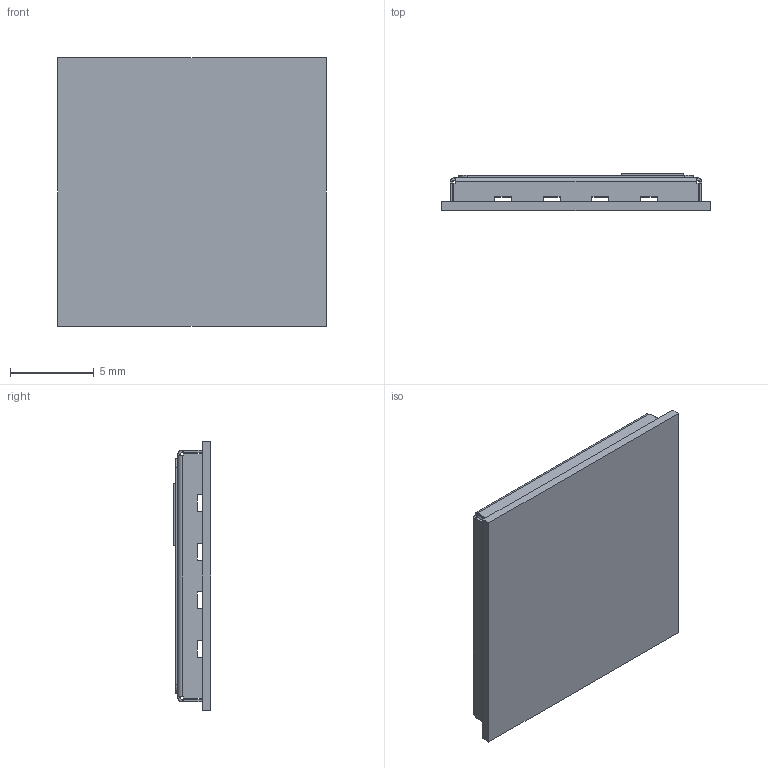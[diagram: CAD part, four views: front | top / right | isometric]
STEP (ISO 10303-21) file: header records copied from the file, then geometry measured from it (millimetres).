
FILE_DESCRIPTION(('FreeCAD Model'),'2;1');
FILE_NAME('Open CASCADE Shape Model','2024-02-16T15:32:08',('Author'),( ''),'Open CASCADE STEP processor 7.6','FreeCAD','Unknown');
FILE_SCHEMA(('AUTOMOTIVE_DESIGN { 1 0 10303 214 1 1 1 1 }'));
Length unit declared in the file: millimetre
Products named in the file (47): LEXI; LexiPCB; Lexi_MP_00xxxx; Lexi Label; Lexi Label wh point; Lexi Label wh point001; Lexi Label wh point002; Lexi Label wh point003; Lexi Label wh point004; Lexi Label wh point005; Lexi Label wh point006; Lexi Label wh point007; Lexi Label wh point008; Lexi Label wh point009; Lexi Label wh point010; Lexi Label wh point011; Lexi Label wh point012; Lexi Label wh point013; Lexi Label wh point014; Lexi Label wh point015; Lexi Label wh point016; Lexi Label wh point017; Lexi Label wh point018; Lexi Label wh point019; Lexi Label wh point020; Lexi Label wh point021; Lexi Label wh point022; Lexi Label wh point023; Lexi Label wh point024; Lexi Label wh point025; Lexi Label wh point026; Lexi Label wh point027; Lexi Label wh point028; Lexi Label wh point029; Lexi Label wh point030; Lexi Label wh point031; Lexi Label wh point032; Lexi Label wh point033; Lexi Label wh point034; Lexi Label wh point035 ...
Assembly tree (46 placements, depth 3):
  LEXI
    LexiPCB
    Lexi_MP_00xxxx
    Lexi Label
      Lexi Label wh point
      Lexi Label wh point001
      Lexi Label wh point002
      Lexi Label wh point003
      Lexi Label wh point004
      Lexi Label wh point005
      Lexi Label wh point006
      Lexi Label wh point007
      Lexi Label wh point008
      Lexi Label wh point009
      Lexi Label wh point010
      Lexi Label wh point011
      Lexi Label wh point012
      Lexi Label wh point013
      Lexi Label wh point014
      Lexi Label wh point015
      Lexi Label wh point016
      Lexi Label wh point017
      Lexi Label wh point018
      Lexi Label wh point019
      Lexi Label wh point020
      Lexi Label wh point021
      Lexi Label wh point022
      Lexi Label wh point023
      Lexi Label wh point024
      Lexi Label wh point025
      Lexi Label wh point026
      Lexi Label wh point027
      Lexi Label wh point028
      Lexi Label wh point029
      Lexi Label wh point030
      Lexi Label wh point031
      Lexi Label wh point032
      Lexi Label wh point033
      Lexi Label wh point034
      Lexi Label wh point035
      Lexi Label wh point036
      Lexi Label wh point037
      Lexi Label wh point038
      Lexi Label wh point039
      Lexi Label wh point040
      Lexi Label wh point041
      Lexi Label wh point042
Bounding box: 16 x 2.21 x 16 mm (x, y, z)
Volume: 198 mm3; surface area: 1559.1 mm2
Topology: 45 solids, 45 shells, 1815 faces, 4774 edges, 3172 vertices
Faces by surface type: plane 1570, bspline 218, cylinder 27
Entity records: 76863 total; most frequent: CARTESIAN_POINT 20790, ORIENTED_EDGE 9548, DIRECTION 7680, EDGE_CURVE 4774, LINE 4284, VECTOR 4284, VERTEX_POINT 3172, FACE_BOUND 1952
